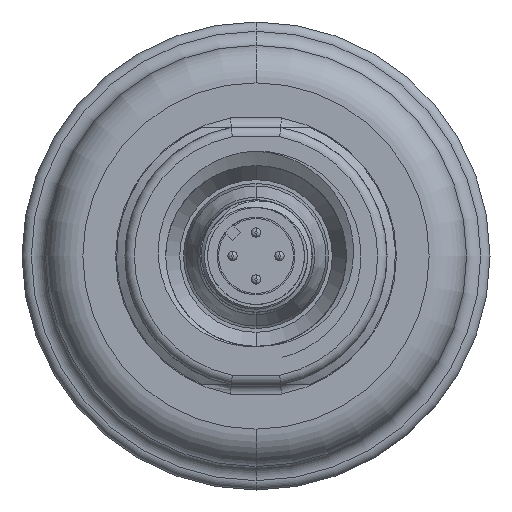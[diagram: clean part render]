
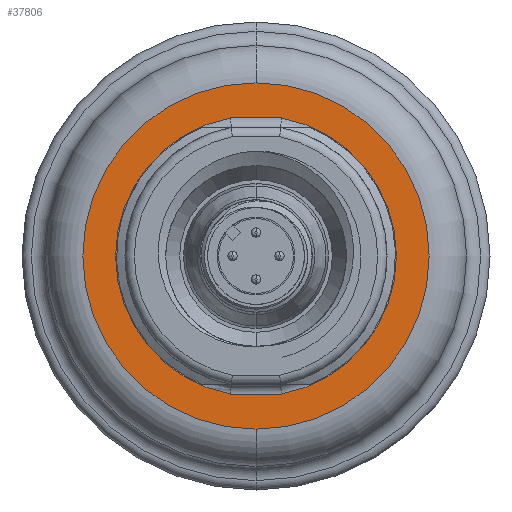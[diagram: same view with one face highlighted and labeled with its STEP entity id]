
A CAD part, front view. The second image highlights one B-rep face of the part: STEP entity #37806.
In plain terms, the highlighted planar face has unit normal (0, -1, 0).
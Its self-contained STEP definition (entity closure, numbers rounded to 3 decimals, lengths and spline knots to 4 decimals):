
#296=CARTESIAN_POINT('',(0.,-0.1181,0.));
#297=DIRECTION('',(0.,-1.,0.));
#298=DIRECTION('',(0.,0.,-1.));
#299=AXIS2_PLACEMENT_3D('',#296,#297,#298);
#301=CARTESIAN_POINT('',(0.,-0.1181,0.));
#302=DIRECTION('',(0.,-1.,0.));
#303=DIRECTION('',(0.,0.,1.));
#304=AXIS2_PLACEMENT_3D('',#301,#302,#303);
#306=CARTESIAN_POINT('',(0.,-0.1181,0.));
#307=DIRECTION('',(0.,-1.,0.));
#308=DIRECTION('',(-0.182,0.,0.983));
#309=AXIS2_PLACEMENT_3D('',#306,#307,#308);
#311=DIRECTION('',(1.,0.,0.));
#312=VECTOR('',#311,0.2147);
#313=CARTESIAN_POINT('',(-0.1074,-0.1181,
-0.5807));
#314=LINE('',#313,#312);
#315=CARTESIAN_POINT('',(0.,-0.1181,0.));
#316=DIRECTION('',(0.,-1.,0.));
#317=DIRECTION('',(0.182,0.,-0.983));
#318=AXIS2_PLACEMENT_3D('',#315,#316,#317);
#320=DIRECTION('',(-1.,0.,0.));
#321=VECTOR('',#320,0.2147);
#322=CARTESIAN_POINT('',(0.1074,-0.1181,
0.5807));
#323=LINE('',#322,#321);
#33392=CARTESIAN_POINT('',(-0.1074,-0.1181,
0.5807));
#33393=CARTESIAN_POINT('',(-0.1074,-0.1181,
-0.5807));
#33394=VERTEX_POINT('',#33392);
#33395=VERTEX_POINT('',#33393);
#33400=CARTESIAN_POINT('',(0.1074,-0.1181,
-0.5807));
#33401=CARTESIAN_POINT('',(0.1074,-0.1181,
0.5807));
#33402=VERTEX_POINT('',#33400);
#33403=VERTEX_POINT('',#33401);
#33744=CARTESIAN_POINT('',(0.,-0.1181,-0.7283));
#33745=CARTESIAN_POINT('',(0.,-0.1181,0.7283));
#33746=VERTEX_POINT('',#33744);
#33747=VERTEX_POINT('',#33745);
#37786=CARTESIAN_POINT('',(0.,-0.1181,0.));
#37787=DIRECTION('',(0.,-1.,0.));
#37788=DIRECTION('',(0.,0.,1.));
#37789=AXIS2_PLACEMENT_3D('',#37786,#37787,#37788);
#37790=PLANE('',#37789);
#37791=ORIENTED_EDGE('',*,*,#37776,.F.);
#37793=ORIENTED_EDGE('',*,*,#37792,.F.);
#37794=EDGE_LOOP('',(#37791,#37793));
#37795=FACE_OUTER_BOUND('',#37794,.F.);
#37797=ORIENTED_EDGE('',*,*,#37796,.T.);
#37799=ORIENTED_EDGE('',*,*,#37798,.T.);
#37801=ORIENTED_EDGE('',*,*,#37800,.T.);
#37803=ORIENTED_EDGE('',*,*,#37802,.T.);
#37804=EDGE_LOOP('',(#37797,#37799,#37801,#37803));
#37805=FACE_BOUND('',#37804,.F.);
#37806=ADVANCED_FACE('',(#37795,#37805),#37790,.T.);
#300=CIRCLE('',#299,0.7283);
#305=CIRCLE('',#304,0.7283);
#310=CIRCLE('',#309,0.5906);
#319=CIRCLE('',#318,0.5906);
#37776=EDGE_CURVE('',#33746,#33747,#300,.T.);
#37792=EDGE_CURVE('',#33747,#33746,#305,.T.);
#37796=EDGE_CURVE('',#33394,#33395,#310,.T.);
#37798=EDGE_CURVE('',#33395,#33402,#314,.T.);
#37800=EDGE_CURVE('',#33402,#33403,#319,.T.);
#37802=EDGE_CURVE('',#33403,#33394,#323,.T.);
